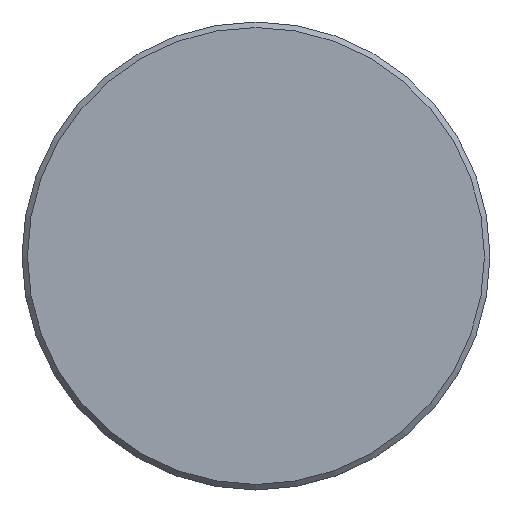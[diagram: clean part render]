
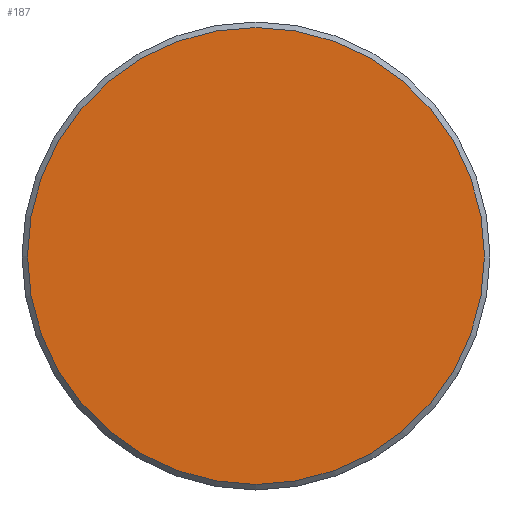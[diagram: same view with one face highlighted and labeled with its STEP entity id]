
A CAD part, top view. The second image highlights one B-rep face of the part: STEP entity #187.
In plain terms, the highlighted planar face has unit normal (0, 0, 1).
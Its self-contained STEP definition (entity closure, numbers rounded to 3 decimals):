
#106=FACE_OUTER_BOUND('',#391,.T.);
#134=PLANE('',#831);
#187=ADVANCED_FACE('',(#106),#134,.T.);
#391=EDGE_LOOP('',(#505));
#505=ORIENTED_EDGE('',*,*,#669,.T.);
#605=VERTEX_POINT('',#1235);
#669=EDGE_CURVE('',#605,#605,#736,.T.);
#736=CIRCLE('',#830,41.5);
#830=AXIS2_PLACEMENT_3D('',#1234,#1022,#1023);
#831=AXIS2_PLACEMENT_3D('',#1236,#1024,#1025);
#1022=DIRECTION('',(0.,0.,1.));
#1023=DIRECTION('',(-0.5,0.866,0.));
#1024=DIRECTION('',(0.,0.,1.));
#1025=DIRECTION('',(0.5,-0.866,0.));
#1234=CARTESIAN_POINT('',(0.,0.,30.));
#1235=CARTESIAN_POINT('',(-20.75,35.94,30.));
#1236=CARTESIAN_POINT('',(0.,0.,30.));
